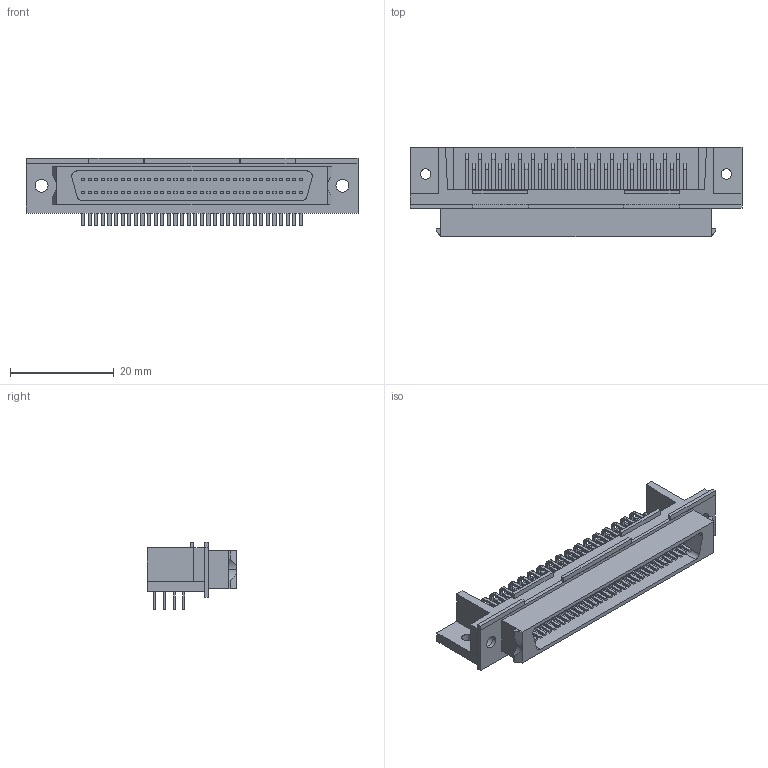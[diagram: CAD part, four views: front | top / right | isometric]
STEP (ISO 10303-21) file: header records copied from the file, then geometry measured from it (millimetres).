
FILE_DESCRIPTION((''),'2;1');
FILE_NAME('HARTING_60.01.068.5232.stp','2010-12-08T15:46:35',(''),(''),'Mechanical Desktop 2011','Mechanical Desktop 2011',', , ');
FILE_SCHEMA(('AUTOMOTIVE_DESIGN { 1 2 10303 214 1 1 1 1 }'));
Length unit declared in the file: millimetre
Products named in the file (1): Product
Bounding box: 63.88 x 17.3 x 12.9 mm (x, y, z)
Volume: 3853.3 mm3; surface area: 8506.5 mm2
Topology: 151 solids, 151 shells, 1084 faces, 2340 edges, 1556 vertices
Faces by surface type: plane 972, cylinder 86, bspline 26
Entity records: 28915 total; most frequent: CARTESIAN_POINT 5087, ORIENTED_EDGE 4680, DIRECTION 4634, EDGE_CURVE 2340, VECTOR 2164, LINE 2164, VERTEX_POINT 1556, AXIS2_PLACEMENT_3D 1235
